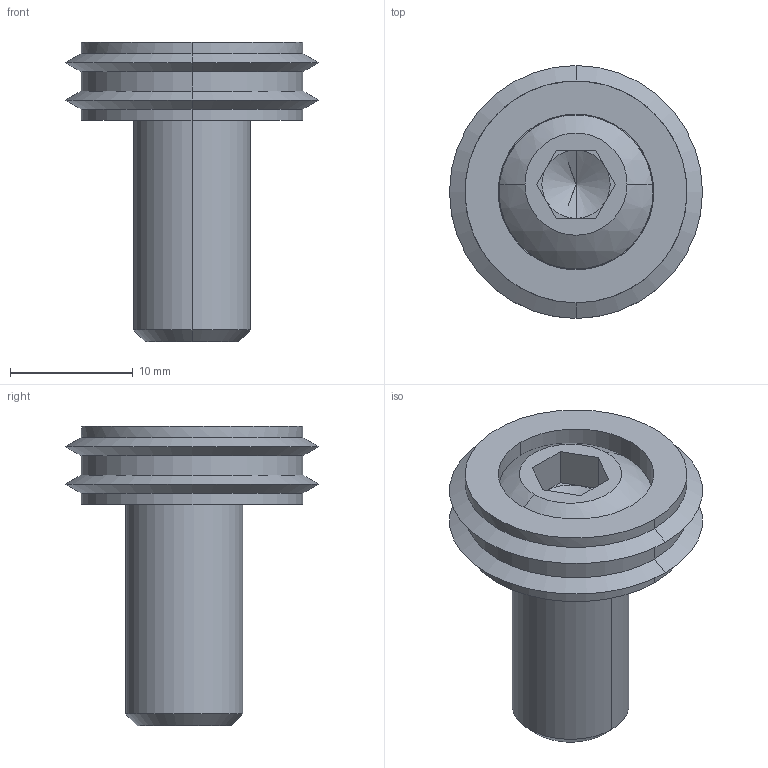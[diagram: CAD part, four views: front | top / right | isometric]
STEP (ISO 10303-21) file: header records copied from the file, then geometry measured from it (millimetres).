
FILE_DESCRIPTION (( 'STEP AP214' ), '1' );
FILE_NAME ('SW3dPS-82584.step', '2009-11-02T09:14:25', ( 'sysAdmin' ), ( 'SolidWorks' ), 'SwSTEP 2.0', 'SolidWorks 2009', '' );
FILE_SCHEMA (( 'AUTOMOTIVE_DESIGN' ));
Length unit declared in the file: inch
Products named in the file (3): SW3dPS-82584_10371; SW3dPS-82584; SW3dPS-82584_22584
Assembly tree (2 placements, depth 2):
  SW3dPS-82584
    SW3dPS-82584_10371
    SW3dPS-82584_22584
Bounding box: 20.62 x 20.62 x 24.38 mm (x, y, z)
Volume: 2773.6 mm3; surface area: 2111.1 mm2
Topology: 2 solids, 2 shells, 48 faces, 104 edges, 61 vertices
Faces by surface type: plane 20, cylinder 14, cone 12, sphere 2
Entity records: 1487 total; most frequent: CARTESIAN_POINT 301, DIRECTION 248, ORIENTED_EDGE 204, EDGE_CURVE 102, AXIS2_PLACEMENT_3D 97, VERTEX_POINT 61, VECTOR 54, LINE 54
